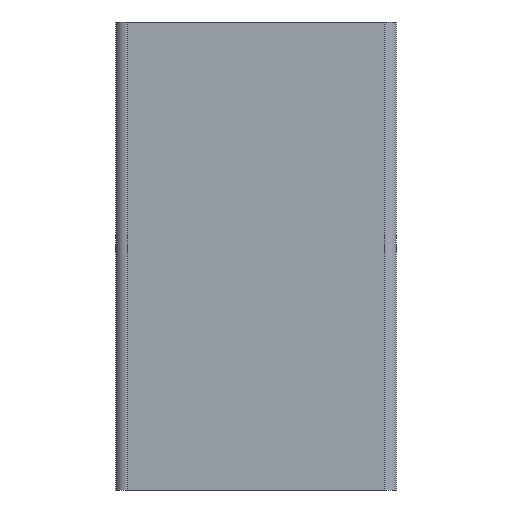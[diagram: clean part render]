
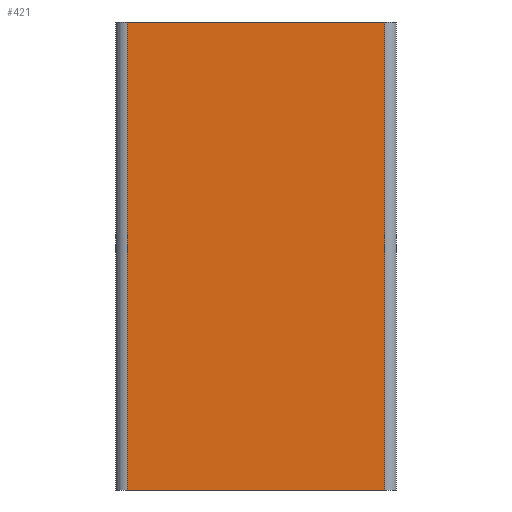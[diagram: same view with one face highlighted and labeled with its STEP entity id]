
A CAD part, front view. The second image highlights one B-rep face of the part: STEP entity #421.
In plain terms, the highlighted planar face has unit normal (0, -1, 0).
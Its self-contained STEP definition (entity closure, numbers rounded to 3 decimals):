
#45=FACE_OUTER_BOUND('',#67,.T.);
#67=EDGE_LOOP('',(#381,#382,#383,#384));
#78=LINE('',#646,#118);
#80=LINE('',#652,#120);
#88=LINE('',#673,#128);
#96=LINE('',#701,#136);
#118=VECTOR('',#512,10.);
#120=VECTOR('',#518,10.);
#128=VECTOR('',#540,10.);
#136=VECTOR('',#564,10.);
#170=VERTEX_POINT('',#608);
#188=VERTEX_POINT('',#644);
#189=VERTEX_POINT('',#648);
#196=VERTEX_POINT('',#672);
#228=EDGE_CURVE('',#170,#188,#78,.T.);
#231=EDGE_CURVE('',#170,#189,#80,.T.);
#241=EDGE_CURVE('',#189,#196,#88,.T.);
#256=EDGE_CURVE('',#196,#188,#96,.T.);
#381=ORIENTED_EDGE('',*,*,#231,.F.);
#382=ORIENTED_EDGE('',*,*,#228,.T.);
#383=ORIENTED_EDGE('',*,*,#256,.F.);
#384=ORIENTED_EDGE('',*,*,#241,.F.);
#399=PLANE('',#477);
#421=ADVANCED_FACE('',(#45),#399,.T.);
#477=AXIS2_PLACEMENT_3D('',#726,#601,#602);
#512=DIRECTION('',(1.,0.,0.));
#518=DIRECTION('',(0.,0.,1.));
#540=DIRECTION('',(1.,0.,0.));
#564=DIRECTION('',(0.,0.,-1.));
#601=DIRECTION('center_axis',(0.,-1.,0.));
#602=DIRECTION('ref_axis',(1.,0.,0.));
#608=CARTESIAN_POINT('',(0.5,0.,0.));
#644=CARTESIAN_POINT('',(11.5,0.,0.));
#646=CARTESIAN_POINT('',(0.,0.,0.));
#648=CARTESIAN_POINT('',(0.5,0.,20.));
#652=CARTESIAN_POINT('',(0.5,0.,0.));
#672=CARTESIAN_POINT('',(11.5,0.,20.));
#673=CARTESIAN_POINT('',(0.,0.,20.));
#701=CARTESIAN_POINT('',(11.5,0.,0.));
#726=CARTESIAN_POINT('Origin',(0.,0.,0.));
